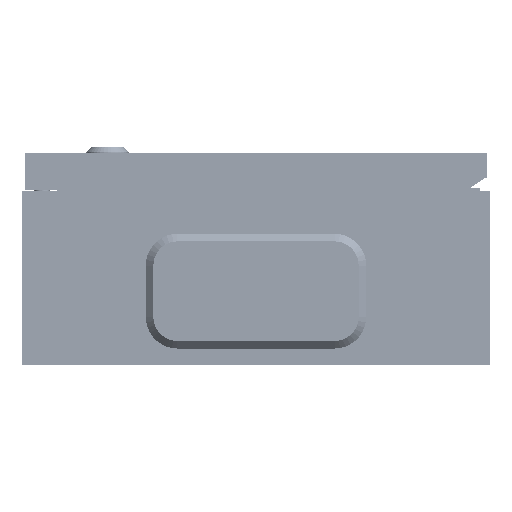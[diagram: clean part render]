
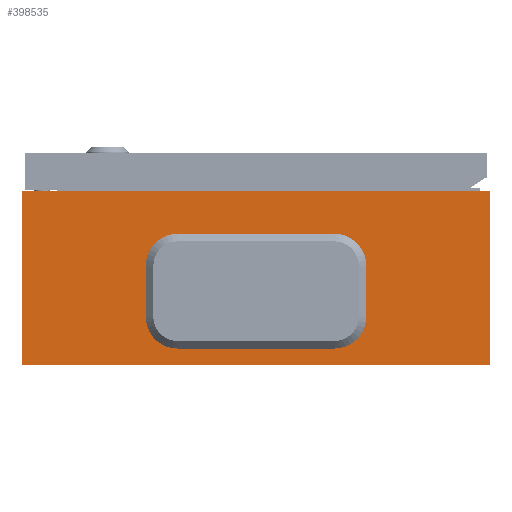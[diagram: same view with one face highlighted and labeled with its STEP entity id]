
A CAD part, front view. The second image highlights one B-rep face of the part: STEP entity #398535.
In plain terms, the highlighted planar face has unit normal (0, -1, 0).
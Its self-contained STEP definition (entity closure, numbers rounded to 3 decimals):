
#549 = DIRECTION ( 'NONE',  ( -1., 0., 0. ) ) ;
#2193 = AXIS2_PLACEMENT_3D ( 'NONE', #461622, #20267, #70492 ) ;
#5999 = CARTESIAN_POINT ( 'NONE',  ( -3737.346, -357.209, 386.631 ) ) ;
#6442 = CARTESIAN_POINT ( 'NONE',  ( -3737.346, -357.209, 388.431 ) ) ;
#10785 = CARTESIAN_POINT ( 'NONE',  ( -83.846, -357.209, 356.931 ) ) ;
#13677 = VERTEX_POINT ( 'NONE', #310593 ) ;
#16252 = CARTESIAN_POINT ( 'NONE',  ( -83.846, -357.209, 356.931 ) ) ;
#18157 = CARTESIAN_POINT ( 'NONE',  ( -101.846, -357.209, 338.931 ) ) ;
#20267 = DIRECTION ( 'NONE',  ( 0., -1., 0. ) ) ;
#27118 = VECTOR ( 'NONE', #451293, 1000. ) ;
#29618 = CARTESIAN_POINT ( 'NONE',  ( -187.346, -357.209, 273.431 ) ) ;
#35420 = CARTESIAN_POINT ( 'NONE',  ( 122.654, -357.209, 273.431 ) ) ;
#50621 = VERTEX_POINT ( 'NONE', #166774 ) ;
#54432 = AXIS2_PLACEMENT_3D ( 'NONE', #417020, #216307, #504354 ) ;
#61503 = EDGE_CURVE ( 'NONE', #50621, #259475, #280836, .T. ) ;
#62211 = VECTOR ( 'NONE', #121592, 1000. ) ;
#63676 = VERTEX_POINT ( 'NONE', #399211 ) ;
#70492 = DIRECTION ( 'NONE',  ( 1., 0., 0. ) ) ;
#70507 = ORIENTED_EDGE ( 'NONE', *, *, #480621, .F. ) ;
#74384 = ORIENTED_EDGE ( 'NONE', *, *, #61503, .F. ) ;
#84917 = CARTESIAN_POINT ( 'NONE',  ( -101.846, -357.209, 305.431 ) ) ;
#92210 = CARTESIAN_POINT ( 'NONE',  ( 37.154, -357.209, 305.431 ) ) ;
#92885 = LINE ( 'NONE', #10785, #323248 ) ;
#99018 = EDGE_CURVE ( 'NONE', #63676, #131372, #211035, .T. ) ;
#115129 = CARTESIAN_POINT ( 'NONE',  ( -101.846, -357.209, 338.931 ) ) ;
#119288 = DIRECTION ( 'NONE',  ( 1., 0., 0. ) ) ;
#120767 = ORIENTED_EDGE ( 'NONE', *, *, #452921, .T. ) ;
#121592 = DIRECTION ( 'NONE',  ( 0., 0., 1. ) ) ;
#131372 = VERTEX_POINT ( 'NONE', #250397 ) ;
#132706 = EDGE_CURVE ( 'NONE', #180174, #347595, #303524, .T. ) ;
#146745 = VECTOR ( 'NONE', #179471, 1000. ) ;
#148968 = LINE ( 'NONE', #505818, #413835 ) ;
#149119 = CIRCLE ( 'NONE', #326428, 18. ) ;
#154269 = VERTEX_POINT ( 'NONE', #35420 ) ;
#158243 = EDGE_CURVE ( 'NONE', #13677, #351614, #357290, .T. ) ;
#166774 = CARTESIAN_POINT ( 'NONE',  ( 37.154, -357.209, 338.931 ) ) ;
#170571 = ORIENTED_EDGE ( 'NONE', *, *, #495658, .F. ) ;
#172906 = VERTEX_POINT ( 'NONE', #16252 ) ;
#179471 = DIRECTION ( 'NONE',  ( 0., 0., -1. ) ) ;
#180174 = VERTEX_POINT ( 'NONE', #115129 ) ;
#180736 = DIRECTION ( 'NONE',  ( 0., 0., -1. ) ) ;
#201576 = VECTOR ( 'NONE', #461861, 1000. ) ;
#202685 = ORIENTED_EDGE ( 'NONE', *, *, #366140, .F. ) ;
#207403 = LINE ( 'NONE', #6442, #411261 ) ;
#211035 = LINE ( 'NONE', #335187, #201576 ) ;
#216307 = DIRECTION ( 'NONE',  ( 0., -1., 0. ) ) ;
#217264 = EDGE_CURVE ( 'NONE', #172906, #180174, #316977, .T. ) ;
#221436 = ORIENTED_EDGE ( 'NONE', *, *, #99018, .F. ) ;
#226347 = EDGE_CURVE ( 'NONE', #278464, #154269, #148968, .T. ) ;
#226881 = EDGE_LOOP ( 'NONE', ( #120767, #404105, #448982, #289967 ) ) ;
#232806 = AXIS2_PLACEMENT_3D ( 'NONE', #362697, #518804, #549 ) ;
#241442 = AXIS2_PLACEMENT_3D ( 'NONE', #5999, #278551, #439586 ) ;
#250397 = CARTESIAN_POINT ( 'NONE',  ( 19.154, -357.209, 287.431 ) ) ;
#259475 = VERTEX_POINT ( 'NONE', #468017 ) ;
#270759 = PLANE ( 'NONE',  #241442 ) ;
#278464 = VERTEX_POINT ( 'NONE', #360159 ) ;
#278551 = DIRECTION ( 'NONE',  ( 0., -1., 0. ) ) ;
#280836 = CIRCLE ( 'NONE', #2193, 18. ) ;
#289967 = ORIENTED_EDGE ( 'NONE', *, *, #226347, .F. ) ;
#295345 = LINE ( 'NONE', #334982, #27118 ) ;
#303524 = LINE ( 'NONE', #18157, #146745 ) ;
#304746 = ORIENTED_EDGE ( 'NONE', *, *, #217264, .F. ) ;
#307629 = FACE_OUTER_BOUND ( 'NONE', #226881, .T. ) ;
#310593 = CARTESIAN_POINT ( 'NONE',  ( -187.346, -357.209, 388.431 ) ) ;
#314612 = LINE ( 'NONE', #393833, #62211 ) ;
#316977 = CIRCLE ( 'NONE', #232806, 18. ) ;
#323248 = VECTOR ( 'NONE', #457377, 1000. ) ;
#326428 = AXIS2_PLACEMENT_3D ( 'NONE', #401909, #367561, #119288 ) ;
#334982 = CARTESIAN_POINT ( 'NONE',  ( -32.346, -357.209, 273.431 ) ) ;
#335187 = CARTESIAN_POINT ( 'NONE',  ( -83.846, -357.209, 287.431 ) ) ;
#347595 = VERTEX_POINT ( 'NONE', #84917 ) ;
#351614 = VERTEX_POINT ( 'NONE', #419403 ) ;
#356161 = EDGE_LOOP ( 'NONE', ( #170571, #221436, #70507, #376288, #304746, #202685, #74384, #466581 ) ) ;
#357290 = LINE ( 'NONE', #29618, #380447 ) ;
#360159 = CARTESIAN_POINT ( 'NONE',  ( 122.654, -357.209, 388.431 ) ) ;
#362697 = CARTESIAN_POINT ( 'NONE',  ( -83.846, -357.209, 338.931 ) ) ;
#366140 = EDGE_CURVE ( 'NONE', #259475, #172906, #92885, .T. ) ;
#367561 = DIRECTION ( 'NONE',  ( 0., -1., 0. ) ) ;
#376288 = ORIENTED_EDGE ( 'NONE', *, *, #132706, .F. ) ;
#380447 = VECTOR ( 'NONE', #439100, 1000. ) ;
#393305 = VERTEX_POINT ( 'NONE', #92210 ) ;
#393833 = CARTESIAN_POINT ( 'NONE',  ( 37.154, -357.209, 338.931 ) ) ;
#398535 = ADVANCED_FACE ( 'NONE', ( #307629, #468850 ), #270759, .T. ) ;
#399211 = CARTESIAN_POINT ( 'NONE',  ( -83.846, -357.209, 287.431 ) ) ;
#401909 = CARTESIAN_POINT ( 'NONE',  ( -83.846, -357.209, 305.431 ) ) ;
#404105 = ORIENTED_EDGE ( 'NONE', *, *, #158243, .T. ) ;
#411261 = VECTOR ( 'NONE', #453135, 1000. ) ;
#413835 = VECTOR ( 'NONE', #180736, 1000. ) ;
#417020 = CARTESIAN_POINT ( 'NONE',  ( 19.154, -357.209, 305.431 ) ) ;
#419403 = CARTESIAN_POINT ( 'NONE',  ( -187.346, -357.209, 273.431 ) ) ;
#439100 = DIRECTION ( 'NONE',  ( 0., 0., -1. ) ) ;
#439586 = DIRECTION ( 'NONE',  ( 0., 0., -1. ) ) ;
#448982 = ORIENTED_EDGE ( 'NONE', *, *, #456175, .T. ) ;
#451293 = DIRECTION ( 'NONE',  ( 1., 0., 0. ) ) ;
#452921 = EDGE_CURVE ( 'NONE', #278464, #13677, #207403, .T. ) ;
#453135 = DIRECTION ( 'NONE',  ( -1., 0., 0. ) ) ;
#456175 = EDGE_CURVE ( 'NONE', #351614, #154269, #295345, .T. ) ;
#457377 = DIRECTION ( 'NONE',  ( -1., 0., 0. ) ) ;
#461622 = CARTESIAN_POINT ( 'NONE',  ( 19.154, -357.209, 338.931 ) ) ;
#461861 = DIRECTION ( 'NONE',  ( 1., 0., 0. ) ) ;
#466581 = ORIENTED_EDGE ( 'NONE', *, *, #500412, .F. ) ;
#468017 = CARTESIAN_POINT ( 'NONE',  ( 19.154, -357.209, 356.931 ) ) ;
#468850 = FACE_BOUND ( 'NONE', #356161, .T. ) ;
#480621 = EDGE_CURVE ( 'NONE', #347595, #63676, #149119, .T. ) ;
#495658 = EDGE_CURVE ( 'NONE', #131372, #393305, #501941, .T. ) ;
#500412 = EDGE_CURVE ( 'NONE', #393305, #50621, #314612, .T. ) ;
#501941 = CIRCLE ( 'NONE', #54432, 18. ) ;
#504354 = DIRECTION ( 'NONE',  ( 1., 0., 0. ) ) ;
#505818 = CARTESIAN_POINT ( 'NONE',  ( 122.654, -357.209, 273.431 ) ) ;
#518804 = DIRECTION ( 'NONE',  ( 0., -1., 0. ) ) ;
